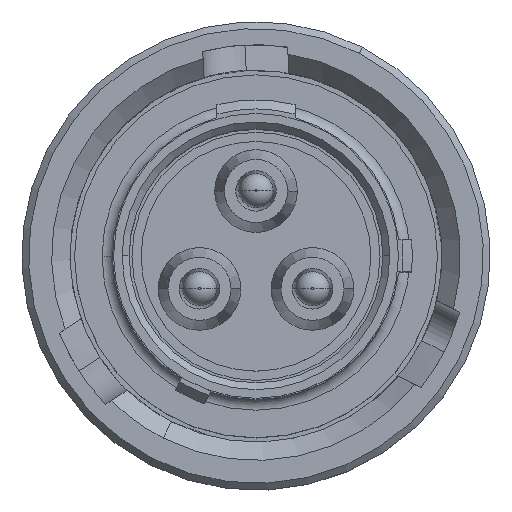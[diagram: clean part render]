
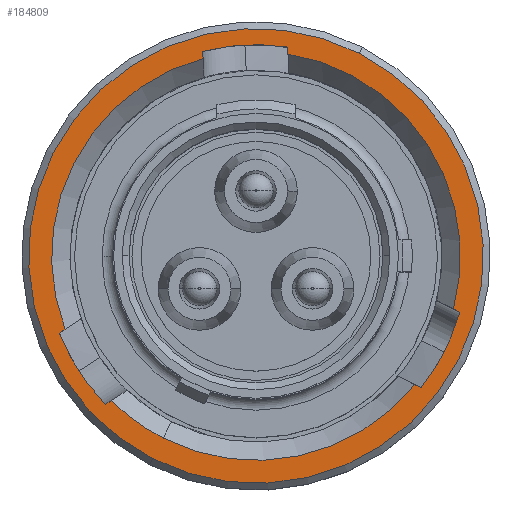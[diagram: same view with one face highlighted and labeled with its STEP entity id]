
A CAD part, top view. The second image highlights one B-rep face of the part: STEP entity #184809.
In plain terms, the highlighted planar face has unit normal (0, 0, 1).
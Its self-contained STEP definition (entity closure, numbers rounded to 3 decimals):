
#2630 = DIRECTION ( 'NONE',  ( -0.454, -0.891, 0. ) ) ;
#3846 = CIRCLE ( 'NONE', #205461, 4.6 ) ;
#4869 = CARTESIAN_POINT ( 'NONE',  ( 0., 0., 16.54 ) ) ;
#6512 = CARTESIAN_POINT ( 'NONE',  ( -1.16, 4.451, 16.54 ) ) ;
#8691 = EDGE_CURVE ( 'NONE', #148996, #240062, #3846, .T. ) ;
#9995 = DIRECTION ( 'NONE',  ( 0.999, 0.052, 0. ) ) ;
#11438 = LINE ( 'NONE', #190526, #232975 ) ;
#12976 = EDGE_CURVE ( 'NONE', #214090, #236378, #64996, .T. ) ;
#16385 = ORIENTED_EDGE ( 'NONE', *, *, #76069, .F. ) ;
#18415 = AXIS2_PLACEMENT_3D ( 'NONE', #88866, #239007, #110407 ) ;
#26435 = DIRECTION ( 'NONE',  ( -0.454, -0.891, 0. ) ) ;
#28135 = FACE_OUTER_BOUND ( 'NONE', #95424, .T. ) ;
#31268 = EDGE_CURVE ( 'NONE', #32077, #151132, #247988, .T. ) ;
#31283 = AXIS2_PLACEMENT_3D ( 'NONE', #259741, #131126, #2630 ) ;
#32077 = VERTEX_POINT ( 'NONE', #151606 ) ;
#35632 = CARTESIAN_POINT ( 'NONE',  ( 4.435, -1.222, 16.54 ) ) ;
#40270 = CARTESIAN_POINT ( 'NONE',  ( 0., 0., 16.54 ) ) ;
#44379 = DIRECTION ( 'NONE',  ( -0.839, -0.545, 0. ) ) ;
#47040 = CIRCLE ( 'NONE', #180777, 4.6 ) ;
#49006 = ORIENTED_EDGE ( 'NONE', *, *, #251036, .F. ) ;
#49296 = CARTESIAN_POINT ( 'NONE',  ( 2.247, 4.41, 16.54 ) ) ;
#50805 = EDGE_CURVE ( 'NONE', #85356, #32077, #143080, .T. ) ;
#52274 = AXIS2_PLACEMENT_3D ( 'NONE', #127051, #277203, #148720 ) ;
#60039 = LINE ( 'NONE', #258285, #174221 ) ;
#61955 = DIRECTION ( 'NONE',  ( -0.454, -0.891, 0. ) ) ;
#62567 = CARTESIAN_POINT ( 'NONE',  ( 0., 0., 16.54 ) ) ;
#64996 = CIRCLE ( 'NONE', #18415, 4.45 ) ;
#65014 = EDGE_CURVE ( 'NONE', #240062, #214090, #60039, .T. ) ;
#66499 = ORIENTED_EDGE ( 'NONE', *, *, #65014, .F. ) ;
#68974 = EDGE_CURVE ( 'NONE', #196727, #148996, #228618, .T. ) ;
#71322 = LINE ( 'NONE', #173023, #185460 ) ;
#73182 = CARTESIAN_POINT ( 'NONE',  ( 0.688, 4.548, 16.54 ) ) ;
#75622 = AXIS2_PLACEMENT_3D ( 'NONE', #40270, #190504, #61955 ) ;
#76069 = EDGE_CURVE ( 'NONE', #84081, #209031, #104803, .T. ) ;
#84081 = VERTEX_POINT ( 'NONE', #137671 ) ;
#84121 = DIRECTION ( 'NONE',  ( -0.454, -0.891, 0. ) ) ;
#85356 = VERTEX_POINT ( 'NONE', #126244 ) ;
#86543 = ORIENTED_EDGE ( 'NONE', *, *, #50805, .F. ) ;
#87885 = CARTESIAN_POINT ( 'NONE',  ( 3.595, -2.87, 16.54 ) ) ;
#88866 = CARTESIAN_POINT ( 'NONE',  ( 0., 0., 16.54 ) ) ;
#94105 = CIRCLE ( 'NONE', #214805, 4.6 ) ;
#94529 = CARTESIAN_POINT ( 'NONE',  ( -4.283, -1.678, 16.54 ) ) ;
#95424 = EDGE_LOOP ( 'NONE', ( #254233, #253332 ) ) ;
#96665 = EDGE_CURVE ( 'NONE', #212551, #85356, #47040, .T. ) ;
#100396 = DIRECTION ( 'NONE',  ( 0., 0., 1. ) ) ;
#101188 = VECTOR ( 'NONE', #132686, 1000. ) ;
#101308 = DIRECTION ( 'NONE',  ( 0., 0., -1. ) ) ;
#103710 = ORIENTED_EDGE ( 'NONE', *, *, #31268, .F. ) ;
#104803 = CIRCLE ( 'NONE', #228466, 4.45 ) ;
#110407 = DIRECTION ( 'NONE',  ( -0.454, -0.891, 0. ) ) ;
#118241 = DIRECTION ( 'NONE',  ( 0., 0., 1. ) ) ;
#126147 = CIRCLE ( 'NONE', #52274, 4.95 ) ;
#126244 = CARTESIAN_POINT ( 'NONE',  ( -1.16, 4.451, 16.54 ) ) ;
#127051 = CARTESIAN_POINT ( 'NONE',  ( 0., 0., 16.54 ) ) ;
#129261 = CARTESIAN_POINT ( 'NONE',  ( 4.298, -1.152, 16.54 ) ) ;
#131126 = DIRECTION ( 'NONE',  ( 0., 0., 1. ) ) ;
#131415 = CARTESIAN_POINT ( 'NONE',  ( -2.02, -3.965, 16.54 ) ) ;
#132686 = DIRECTION ( 'NONE',  ( -0.052, 0.999, 0. ) ) ;
#134774 = CIRCLE ( 'NONE', #219503, 4.45 ) ;
#136931 = ORIENTED_EDGE ( 'NONE', *, *, #8691, .F. ) ;
#137671 = CARTESIAN_POINT ( 'NONE',  ( -3.147, -3.146, 16.54 ) ) ;
#138490 = DIRECTION ( 'NONE',  ( 0., 0., 1. ) ) ;
#140919 = CARTESIAN_POINT ( 'NONE',  ( -2.247, -4.41, 16.54 ) ) ;
#141344 = VERTEX_POINT ( 'NONE', #49296 ) ;
#143080 = LINE ( 'NONE', #6512, #250552 ) ;
#148720 = DIRECTION ( 'NONE',  ( -0.454, -0.891, 0. ) ) ;
#148996 = VERTEX_POINT ( 'NONE', #87885 ) ;
#151132 = VERTEX_POINT ( 'NONE', #210035 ) ;
#151606 = CARTESIAN_POINT ( 'NONE',  ( -1.152, 4.298, 16.54 ) ) ;
#154366 = EDGE_CURVE ( 'NONE', #216360, #215473, #94105, .T. ) ;
#155047 = DIRECTION ( 'NONE',  ( 0., 0., 1. ) ) ;
#156687 = DIRECTION ( 'NONE',  ( 0.052, -0.999, 0. ) ) ;
#161769 = EDGE_CURVE ( 'NONE', #215473, #84081, #11438, .T. ) ;
#161907 = CARTESIAN_POINT ( 'NONE',  ( 3.595, -2.87, 16.54 ) ) ;
#163347 = CARTESIAN_POINT ( 'NONE',  ( 0.696, 4.395, 16.54 ) ) ;
#163728 = ORIENTED_EDGE ( 'NONE', *, *, #68974, .F. ) ;
#165091 = VERTEX_POINT ( 'NONE', #140919 ) ;
#170981 = ORIENTED_EDGE ( 'NONE', *, *, #96665, .F. ) ;
#171500 = VECTOR ( 'NONE', #183520, 1000. ) ;
#173023 = CARTESIAN_POINT ( 'NONE',  ( -4.283, -1.678, 16.54 ) ) ;
#174221 = VECTOR ( 'NONE', #277008, 1000. ) ;
#178663 = CARTESIAN_POINT ( 'NONE',  ( -3.275, -3.23, 16.54 ) ) ;
#180777 = AXIS2_PLACEMENT_3D ( 'NONE', #267071, #138490, #9995 ) ;
#183520 = DIRECTION ( 'NONE',  ( 0.891, -0.454, 0. ) ) ;
#184809 = ADVANCED_FACE ( 'NONE', ( #249789, #28135 ), #272057, .F. ) ;
#185460 = VECTOR ( 'NONE', #44379, 1000. ) ;
#187390 = ORIENTED_EDGE ( 'NONE', *, *, #12976, .F. ) ;
#187778 = DIRECTION ( 'NONE',  ( 0.839, 0.545, 0. ) ) ;
#188853 = ORIENTED_EDGE ( 'NONE', *, *, #273834, .F. ) ;
#190504 = DIRECTION ( 'NONE',  ( 0., 0., 1. ) ) ;
#190526 = CARTESIAN_POINT ( 'NONE',  ( -3.275, -3.23, 16.54 ) ) ;
#196052 = EDGE_LOOP ( 'NONE', ( #265004, #49006, #103710, #86543, #170981, #223198, #187390, #66499, #136931, #163728, #188853, #16385, #265825 ) ) ;
#196727 = VERTEX_POINT ( 'NONE', #249749 ) ;
#205461 = AXIS2_PLACEMENT_3D ( 'NONE', #4869, #155047, #26435 ) ;
#209031 = VERTEX_POINT ( 'NONE', #131415 ) ;
#210035 = CARTESIAN_POINT ( 'NONE',  ( -4.154, -1.595, 16.54 ) ) ;
#212551 = VERTEX_POINT ( 'NONE', #73182 ) ;
#212723 = DIRECTION ( 'NONE',  ( 0., 0., 1. ) ) ;
#214090 = VERTEX_POINT ( 'NONE', #129261 ) ;
#214805 = AXIS2_PLACEMENT_3D ( 'NONE', #228966, #100396, #250528 ) ;
#215473 = VERTEX_POINT ( 'NONE', #178663 ) ;
#216360 = VERTEX_POINT ( 'NONE', #94529 ) ;
#219503 = AXIS2_PLACEMENT_3D ( 'NONE', #246821, #118241, #268398 ) ;
#223198 = ORIENTED_EDGE ( 'NONE', *, *, #247061, .F. ) ;
#226506 = CARTESIAN_POINT ( 'NONE',  ( 0.688, 4.548, 16.54 ) ) ;
#226578 = AXIS2_PLACEMENT_3D ( 'NONE', #229887, #101308, #251414 ) ;
#228336 = CIRCLE ( 'NONE', #31283, 4.95 ) ;
#228466 = AXIS2_PLACEMENT_3D ( 'NONE', #62567, #212723, #84121 ) ;
#228618 = LINE ( 'NONE', #161907, #171500 ) ;
#228966 = CARTESIAN_POINT ( 'NONE',  ( 0., 0., 16.54 ) ) ;
#229887 = CARTESIAN_POINT ( 'NONE',  ( 3.965, -2.02, 16.54 ) ) ;
#232975 = VECTOR ( 'NONE', #187778, 1000. ) ;
#234143 = EDGE_CURVE ( 'NONE', #165091, #141344, #126147, .T. ) ;
#236378 = VERTEX_POINT ( 'NONE', #163347 ) ;
#239007 = DIRECTION ( 'NONE',  ( 0., 0., 1. ) ) ;
#240062 = VERTEX_POINT ( 'NONE', #35632 ) ;
#240204 = EDGE_CURVE ( 'NONE', #141344, #165091, #228336, .T. ) ;
#246821 = CARTESIAN_POINT ( 'NONE',  ( 0., 0., 16.54 ) ) ;
#247061 = EDGE_CURVE ( 'NONE', #236378, #212551, #265661, .T. ) ;
#247988 = CIRCLE ( 'NONE', #75622, 4.45 ) ;
#249749 = CARTESIAN_POINT ( 'NONE',  ( 3.458, -2.8, 16.54 ) ) ;
#249789 = FACE_BOUND ( 'NONE', #196052, .T. ) ;
#250528 = DIRECTION ( 'NONE',  ( -0.545, 0.839, 0. ) ) ;
#250552 = VECTOR ( 'NONE', #156687, 1000. ) ;
#251036 = EDGE_CURVE ( 'NONE', #151132, #216360, #71322, .T. ) ;
#251414 = DIRECTION ( 'NONE',  ( 0.454, 0.891, 0. ) ) ;
#253332 = ORIENTED_EDGE ( 'NONE', *, *, #234143, .T. ) ;
#254233 = ORIENTED_EDGE ( 'NONE', *, *, #240204, .T. ) ;
#258285 = CARTESIAN_POINT ( 'NONE',  ( 4.435, -1.222, 16.54 ) ) ;
#259741 = CARTESIAN_POINT ( 'NONE',  ( 0., 0., 16.54 ) ) ;
#265004 = ORIENTED_EDGE ( 'NONE', *, *, #154366, .F. ) ;
#265661 = LINE ( 'NONE', #226506, #101188 ) ;
#265825 = ORIENTED_EDGE ( 'NONE', *, *, #161769, .F. ) ;
#267071 = CARTESIAN_POINT ( 'NONE',  ( 0., 0., 16.54 ) ) ;
#268398 = DIRECTION ( 'NONE',  ( -0.454, -0.891, 0. ) ) ;
#272057 = PLANE ( 'NONE',  #226578 ) ;
#273834 = EDGE_CURVE ( 'NONE', #209031, #196727, #134774, .T. ) ;
#277008 = DIRECTION ( 'NONE',  ( -0.891, 0.454, 0. ) ) ;
#277203 = DIRECTION ( 'NONE',  ( 0., 0., 1. ) ) ;
